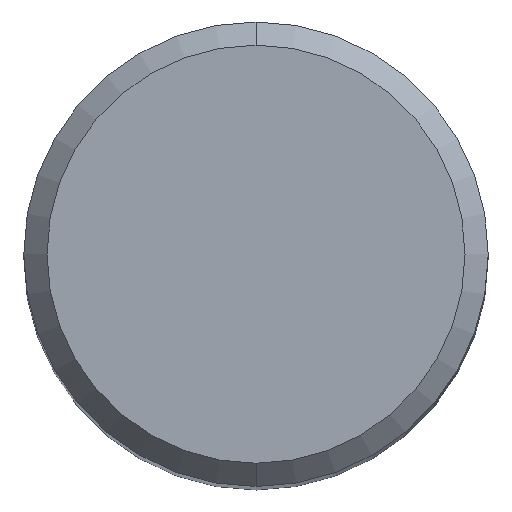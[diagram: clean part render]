
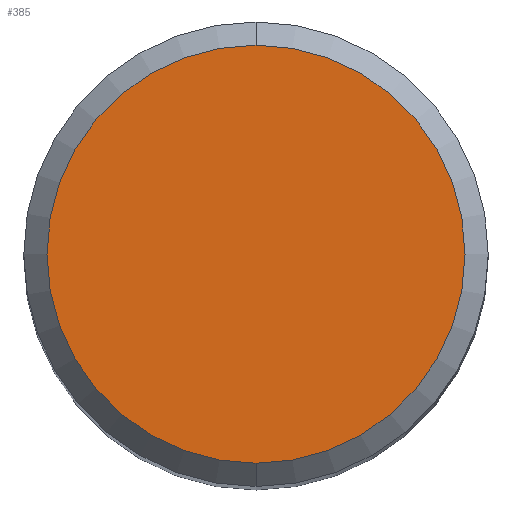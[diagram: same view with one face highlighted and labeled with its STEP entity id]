
A CAD part, top view. The second image highlights one B-rep face of the part: STEP entity #385.
In plain terms, the highlighted planar face has unit normal (0, 0, 1).
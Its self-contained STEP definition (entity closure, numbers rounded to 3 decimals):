
#385=ADVANCED_FACE('',(#980),#981,.T.);
#597=VERTEX_POINT('',#1213);
#605=EDGE_CURVE('',#597,#787,#1221,.T.);
#663=EDGE_CURVE('',#787,#597,#1285,.T.);
#787=VERTEX_POINT('',#1418);
#980=FACE_OUTER_BOUND('',#1705,.T.);
#981=PLANE('',#1706);
#1213=CARTESIAN_POINT('',(0.,-5.4,0.0));
#1221=CIRCLE('',#3530,5.4);
#1285=CIRCLE('',#4258,5.4);
#1418=CARTESIAN_POINT('',(0.0,5.4,0.0));
#1705=EDGE_LOOP('',(#5688,#5689));
#1706=AXIS2_PLACEMENT_3D('',#5690,#5691,#5692);
#3530=AXIS2_PLACEMENT_3D('',#5957,#5958,#5959);
#4258=AXIS2_PLACEMENT_3D('',#6037,#6038,#6039);
#5688=ORIENTED_EDGE('',*,*,#663,.F.);
#5689=ORIENTED_EDGE('',*,*,#605,.F.);
#5690=CARTESIAN_POINT('',(0.0,2.7,0.0));
#5691=DIRECTION('',(-0.0,0.0,1.0));
#5692=DIRECTION('',(0.0,-1.0,0.0));
#5957=CARTESIAN_POINT('',(0.0,0.0,0.0));
#5958=DIRECTION('',(0.0,0.0,-1.0));
#5959=DIRECTION('',(0.0,1.0,0.0));
#6037=CARTESIAN_POINT('',(0.0,0.0,0.0));
#6038=DIRECTION('',(0.0,0.0,-1.0));
#6039=DIRECTION('',(0.0,1.0,0.0));
